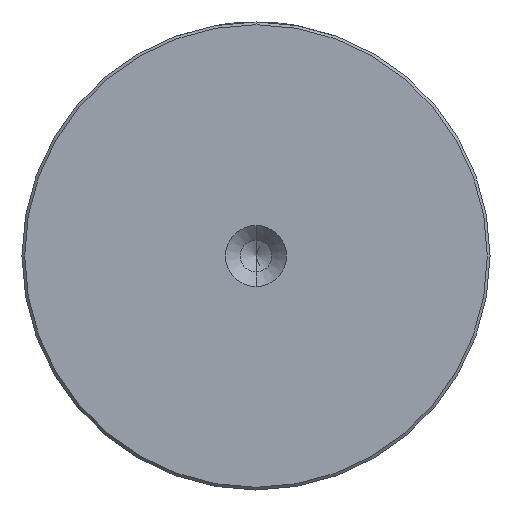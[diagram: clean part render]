
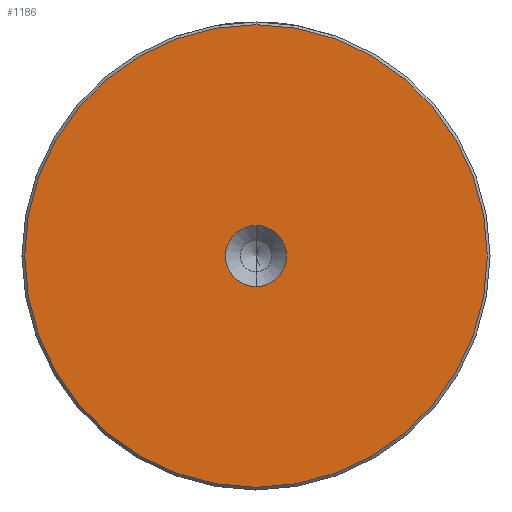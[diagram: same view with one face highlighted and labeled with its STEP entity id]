
A CAD part, left-side view. The second image highlights one B-rep face of the part: STEP entity #1186.
In plain terms, the highlighted planar face has unit normal (-1, 0, 0).
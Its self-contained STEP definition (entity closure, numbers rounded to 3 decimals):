
#15 = CARTESIAN_POINT ( 'NONE',  ( 0., 0., 0. ) ) ;
#71 = ORIENTED_EDGE ( 'NONE', *, *, #300, .F. ) ;
#158 = DIRECTION ( 'NONE',  ( 0., 0., 1. ) ) ;
#165 = ORIENTED_EDGE ( 'NONE', *, *, #1853, .F. ) ;
#178 = DIRECTION ( 'NONE',  ( 0., 0., 1. ) ) ;
#180 = CARTESIAN_POINT ( 'NONE',  ( 0., 0., 5.6 ) ) ;
#300 = EDGE_CURVE ( 'NONE', #855, #690, #2207, .T. ) ;
#441 = DIRECTION ( 'NONE',  ( -1., 0., 0. ) ) ;
#505 = CIRCLE ( 'NONE', #1717, 42.5 ) ;
#544 = DIRECTION ( 'NONE',  ( -1., 0., 0. ) ) ;
#607 = CARTESIAN_POINT ( 'NONE',  ( 0., 0., 42.5 ) ) ;
#642 = PLANE ( 'NONE',  #1636 ) ;
#644 = ORIENTED_EDGE ( 'NONE', *, *, #1458, .T. ) ;
#690 = VERTEX_POINT ( 'NONE', #1941 ) ;
#717 = EDGE_LOOP ( 'NONE', ( #644, #1841 ) ) ;
#720 = EDGE_CURVE ( 'NONE', #2383, #2224, #505, .T. ) ;
#749 = CARTESIAN_POINT ( 'NONE',  ( 0., 0., 0. ) ) ;
#813 = CARTESIAN_POINT ( 'NONE',  ( 0., 0., 0. ) ) ;
#855 = VERTEX_POINT ( 'NONE', #180 ) ;
#948 = CARTESIAN_POINT ( 'NONE',  ( 0., 0., -42.5 ) ) ;
#1008 = DIRECTION ( 'NONE',  ( 0., 0., 1. ) ) ;
#1030 = FACE_OUTER_BOUND ( 'NONE', #717, .T. ) ;
#1045 = AXIS2_PLACEMENT_3D ( 'NONE', #2532, #1403, #178 ) ;
#1101 = CIRCLE ( 'NONE', #2563, 42.5 ) ;
#1186 = ADVANCED_FACE ( 'NONE', ( #1030, #2493 ), #642, .T. ) ;
#1403 = DIRECTION ( 'NONE',  ( -1., 0., 0. ) ) ;
#1458 = EDGE_CURVE ( 'NONE', #2224, #2383, #1101, .T. ) ;
#1636 = AXIS2_PLACEMENT_3D ( 'NONE', #15, #441, #1827 ) ;
#1716 = DIRECTION ( 'NONE',  ( 0., 0., 1. ) ) ;
#1717 = AXIS2_PLACEMENT_3D ( 'NONE', #1736, #1729, #1716 ) ;
#1726 = CIRCLE ( 'NONE', #1045, 5.6 ) ;
#1729 = DIRECTION ( 'NONE',  ( -1., 0., 0. ) ) ;
#1736 = CARTESIAN_POINT ( 'NONE',  ( 0., 0., 0. ) ) ;
#1827 = DIRECTION ( 'NONE',  ( 0., 0., 1. ) ) ;
#1841 = ORIENTED_EDGE ( 'NONE', *, *, #720, .T. ) ;
#1853 = EDGE_CURVE ( 'NONE', #690, #855, #1726, .T. ) ;
#1941 = CARTESIAN_POINT ( 'NONE',  ( 0., 0., -5.6 ) ) ;
#1990 = EDGE_LOOP ( 'NONE', ( #71, #165 ) ) ;
#2162 = DIRECTION ( 'NONE',  ( -1., 0., 0. ) ) ;
#2207 = CIRCLE ( 'NONE', #2505, 5.6 ) ;
#2224 = VERTEX_POINT ( 'NONE', #948 ) ;
#2383 = VERTEX_POINT ( 'NONE', #607 ) ;
#2493 = FACE_BOUND ( 'NONE', #1990, .T. ) ;
#2505 = AXIS2_PLACEMENT_3D ( 'NONE', #749, #544, #158 ) ;
#2532 = CARTESIAN_POINT ( 'NONE',  ( 0., 0., 0. ) ) ;
#2563 = AXIS2_PLACEMENT_3D ( 'NONE', #813, #2162, #1008 ) ;
